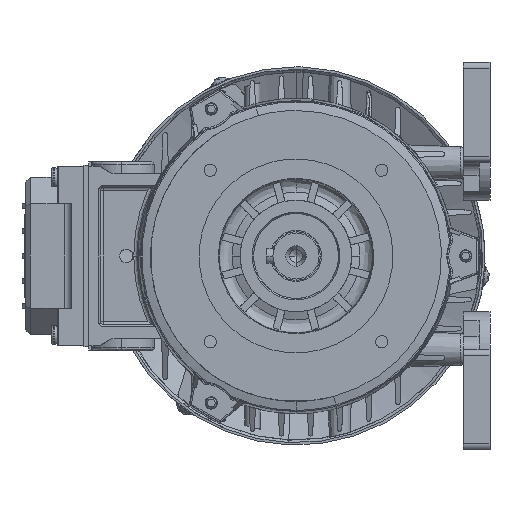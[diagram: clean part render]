
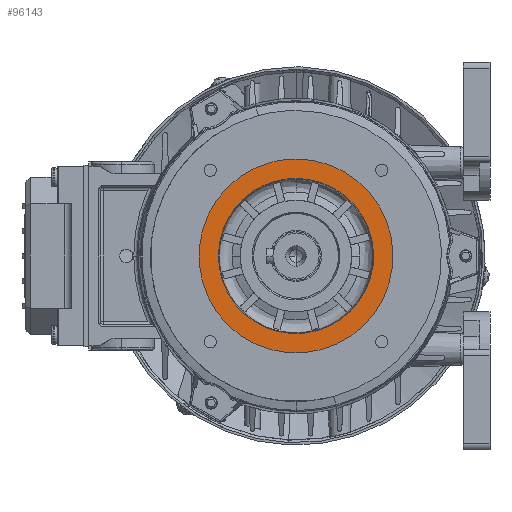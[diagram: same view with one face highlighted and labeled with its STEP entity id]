
A CAD part, left-side view. The second image highlights one B-rep face of the part: STEP entity #96143.
In plain terms, the highlighted planar face has unit normal (-1, 0, 0).
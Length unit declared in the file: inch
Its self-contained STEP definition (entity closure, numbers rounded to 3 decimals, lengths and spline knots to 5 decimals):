
#484 = ORIENTED_EDGE ( 'NONE', *, *, #134394, .F. ) ;
#1791 = ORIENTED_EDGE ( 'NONE', *, *, #41850, .F. ) ;
#3142 = CARTESIAN_POINT ( 'NONE',  ( -4.05512, 0., 0. ) ) ;
#3788 = CIRCLE ( 'NONE', #22841, 1.25984 ) ;
#5285 = VERTEX_POINT ( 'NONE', #144867 ) ;
#8820 = DIRECTION ( 'NONE',  ( 0., 0., 1. ) ) ;
#10866 = CARTESIAN_POINT ( 'NONE',  ( -4.05512, 0., 0. ) ) ;
#11605 = DIRECTION ( 'NONE',  ( 0., 0., 1. ) ) ;
#14955 = AXIS2_PLACEMENT_3D ( 'NONE', #68254, #123288, #147003 ) ;
#17862 = EDGE_CURVE ( 'NONE', #73036, #120725, #134360, .T. ) ;
#22041 = VERTEX_POINT ( 'NONE', #28707 ) ;
#22253 = DIRECTION ( 'NONE',  ( 1., 0., 0. ) ) ;
#22841 = AXIS2_PLACEMENT_3D ( 'NONE', #10866, #44380, #11605 ) ;
#25836 = DIRECTION ( 'NONE',  ( 0., 0., 1. ) ) ;
#28707 = CARTESIAN_POINT ( 'NONE',  ( -4.05512, 0.40759, 1.52114 ) ) ;
#30458 = DIRECTION ( 'NONE',  ( 0., 0., -1. ) ) ;
#31671 = CARTESIAN_POINT ( 'NONE',  ( -4.05512, 0., 1.25984 ) ) ;
#31957 = FACE_OUTER_BOUND ( 'NONE', #86798, .T. ) ;
#32517 = DIRECTION ( 'NONE',  ( -1., 0., 0. ) ) ;
#32752 = AXIS2_PLACEMENT_3D ( 'NONE', #98423, #109602, #113068 ) ;
#33437 = CIRCLE ( 'NONE', #104564, 1.5748 ) ;
#33443 = FACE_BOUND ( 'NONE', #44167, .T. ) ;
#41850 = EDGE_CURVE ( 'NONE', #22041, #74205, #61194, .T. ) ;
#42205 = DIRECTION ( 'NONE',  ( 0., 0., 1. ) ) ;
#43514 = AXIS2_PLACEMENT_3D ( 'NONE', #94993, #127646, #25836 ) ;
#44167 = EDGE_LOOP ( 'NONE', ( #484, #139769, #97960, #49617 ) ) ;
#44380 = DIRECTION ( 'NONE',  ( -1., 0., 0. ) ) ;
#49617 = ORIENTED_EDGE ( 'NONE', *, *, #143131, .F. ) ;
#50901 = ORIENTED_EDGE ( 'NONE', *, *, #107333, .F. ) ;
#51864 = VERTEX_POINT ( 'NONE', #31671 ) ;
#53523 = CARTESIAN_POINT ( 'NONE',  ( -4.05512, 0.32607, 1.21691 ) ) ;
#54790 = CARTESIAN_POINT ( 'NONE',  ( -4.05512, 0., 0. ) ) ;
#57761 = CIRCLE ( 'NONE', #14955, 1.5748 ) ;
#61194 = CIRCLE ( 'NONE', #32752, 1.5748 ) ;
#68254 = CARTESIAN_POINT ( 'NONE',  ( -4.05512, 0., 0. ) ) ;
#70271 = CARTESIAN_POINT ( 'NONE',  ( -4.05512, 1.25984, 0. ) ) ;
#70452 = AXIS2_PLACEMENT_3D ( 'NONE', #112938, #22253, #30458 ) ;
#71530 = DIRECTION ( 'NONE',  ( 0., 0., 1. ) ) ;
#73036 = VERTEX_POINT ( 'NONE', #53523 ) ;
#74205 = VERTEX_POINT ( 'NONE', #84784 ) ;
#74268 = DIRECTION ( 'NONE',  ( -1., 0., 0. ) ) ;
#79026 = CIRCLE ( 'NONE', #43514, 1.25984 ) ;
#80880 = ORIENTED_EDGE ( 'NONE', *, *, #135226, .F. ) ;
#84784 = CARTESIAN_POINT ( 'NONE',  ( -4.05512, 0., 1.5748 ) ) ;
#86798 = EDGE_LOOP ( 'NONE', ( #50901, #1791, #80880 ) ) ;
#90335 = CIRCLE ( 'NONE', #142406, 1.25984 ) ;
#94993 = CARTESIAN_POINT ( 'NONE',  ( -4.05512, 0., 0. ) ) ;
#96143 = ADVANCED_FACE ( 'NONE', ( #31957, #33443 ), #124086, .F. ) ;
#97960 = ORIENTED_EDGE ( 'NONE', *, *, #138052, .F. ) ;
#98423 = CARTESIAN_POINT ( 'NONE',  ( -4.05512, 0., 0. ) ) ;
#104282 = DIRECTION ( 'NONE',  ( 1., 0., 0. ) ) ;
#104564 = AXIS2_PLACEMENT_3D ( 'NONE', #3142, #104282, #71530 ) ;
#107333 = EDGE_CURVE ( 'NONE', #74205, #135579, #57761, .T. ) ;
#109602 = DIRECTION ( 'NONE',  ( 1., 0., 0. ) ) ;
#110701 = AXIS2_PLACEMENT_3D ( 'NONE', #54790, #32517, #42205 ) ;
#112938 = CARTESIAN_POINT ( 'NONE',  ( -4.05512, -0.40759, -1.52114 ) ) ;
#113068 = DIRECTION ( 'NONE',  ( 0., 0., 1. ) ) ;
#120725 = VERTEX_POINT ( 'NONE', #70271 ) ;
#121075 = CARTESIAN_POINT ( 'NONE',  ( -4.05512, 0., 0. ) ) ;
#123288 = DIRECTION ( 'NONE',  ( 1., 0., 0. ) ) ;
#124086 = PLANE ( 'NONE',  #70452 ) ;
#127646 = DIRECTION ( 'NONE',  ( -1., 0., 0. ) ) ;
#134360 = CIRCLE ( 'NONE', #110701, 1.25984 ) ;
#134394 = EDGE_CURVE ( 'NONE', #120725, #5285, #90335, .T. ) ;
#135226 = EDGE_CURVE ( 'NONE', #135579, #22041, #33437, .T. ) ;
#135579 = VERTEX_POINT ( 'NONE', #137475 ) ;
#137475 = CARTESIAN_POINT ( 'NONE',  ( -4.05512, -0.40759, -1.52114 ) ) ;
#138052 = EDGE_CURVE ( 'NONE', #51864, #73036, #79026, .T. ) ;
#139769 = ORIENTED_EDGE ( 'NONE', *, *, #17862, .F. ) ;
#142406 = AXIS2_PLACEMENT_3D ( 'NONE', #121075, #74268, #8820 ) ;
#143131 = EDGE_CURVE ( 'NONE', #5285, #51864, #3788, .T. ) ;
#144867 = CARTESIAN_POINT ( 'NONE',  ( -4.05512, -0.32607, -1.21691 ) ) ;
#147003 = DIRECTION ( 'NONE',  ( 0., 0., 1. ) ) ;
